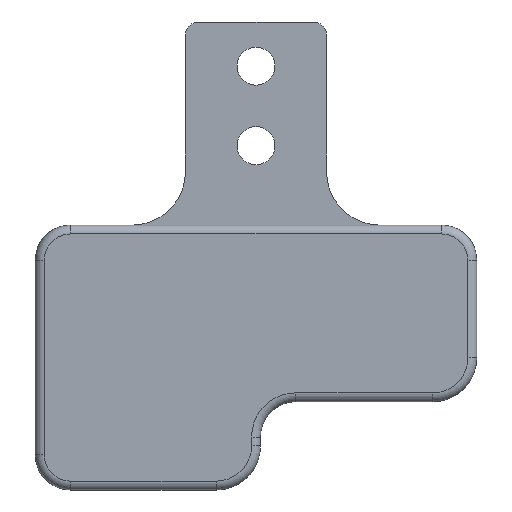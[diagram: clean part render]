
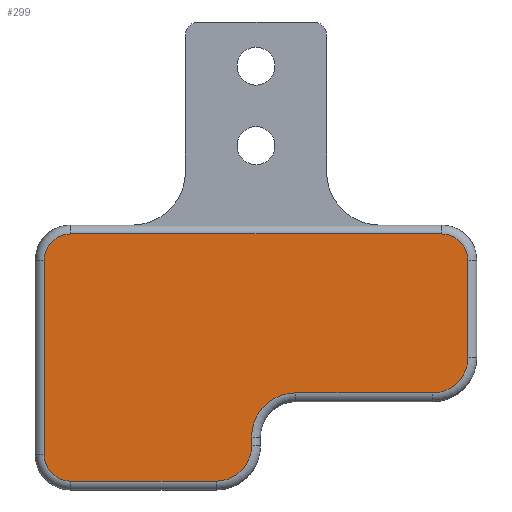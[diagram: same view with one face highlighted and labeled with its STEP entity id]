
A CAD part, left-side view. The second image highlights one B-rep face of the part: STEP entity #299.
In plain terms, the highlighted planar face has unit normal (-1, 0, 0).
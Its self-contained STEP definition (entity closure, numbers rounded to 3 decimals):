
#153=CIRCLE('',#1710,3.);
#154=CIRCLE('',#1711,4.);
#155=CIRCLE('',#1712,5.);
#156=CIRCLE('',#1713,4.);
#157=CIRCLE('',#1714,3.);
#158=CIRCLE('',#1715,3.);
#299=ADVANCED_FACE('',(#426),#402,.T.);
#402=PLANE('',#1716);
#426=FACE_OUTER_BOUND('',#520,.T.);
#520=EDGE_LOOP('',(#652,#653,#654,#655,#656,#657,#658,#659,#660,#661,#662,
#663));
#652=ORIENTED_EDGE('',*,*,#1295,.T.);
#653=ORIENTED_EDGE('',*,*,#1296,.T.);
#654=ORIENTED_EDGE('',*,*,#1297,.T.);
#655=ORIENTED_EDGE('',*,*,#1298,.T.);
#656=ORIENTED_EDGE('',*,*,#1299,.T.);
#657=ORIENTED_EDGE('',*,*,#1300,.T.);
#658=ORIENTED_EDGE('',*,*,#1301,.T.);
#659=ORIENTED_EDGE('',*,*,#1302,.T.);
#660=ORIENTED_EDGE('',*,*,#1303,.T.);
#661=ORIENTED_EDGE('',*,*,#1304,.T.);
#662=ORIENTED_EDGE('',*,*,#1305,.T.);
#663=ORIENTED_EDGE('',*,*,#1306,.T.);
#1144=VERTEX_POINT('',#2431);
#1145=VERTEX_POINT('',#2432);
#1146=VERTEX_POINT('',#2434);
#1147=VERTEX_POINT('',#2436);
#1148=VERTEX_POINT('',#2438);
#1149=VERTEX_POINT('',#2440);
#1150=VERTEX_POINT('',#2442);
#1151=VERTEX_POINT('',#2444);
#1152=VERTEX_POINT('',#2446);
#1153=VERTEX_POINT('',#2448);
#1154=VERTEX_POINT('',#2450);
#1155=VERTEX_POINT('',#2452);
#1295=EDGE_CURVE('',#1144,#1145,#1534,.T.);
#1296=EDGE_CURVE('',#1145,#1146,#153,.T.);
#1297=EDGE_CURVE('',#1146,#1147,#1535,.T.);
#1298=EDGE_CURVE('',#1147,#1148,#154,.T.);
#1299=EDGE_CURVE('',#1148,#1149,#1536,.T.);
#1300=EDGE_CURVE('',#1149,#1150,#155,.T.);
#1301=EDGE_CURVE('',#1150,#1151,#1537,.T.);
#1302=EDGE_CURVE('',#1151,#1152,#156,.T.);
#1303=EDGE_CURVE('',#1152,#1153,#1538,.T.);
#1304=EDGE_CURVE('',#1153,#1154,#157,.T.);
#1305=EDGE_CURVE('',#1154,#1155,#1539,.T.);
#1306=EDGE_CURVE('',#1155,#1144,#158,.T.);
#1534=LINE('',#2430,#1625);
#1535=LINE('',#2435,#1626);
#1536=LINE('',#2439,#1627);
#1537=LINE('',#2443,#1628);
#1538=LINE('',#2447,#1629);
#1539=LINE('',#2451,#1630);
#1625=VECTOR('',#1910,1.);
#1626=VECTOR('',#1913,1.);
#1627=VECTOR('',#1916,1.);
#1628=VECTOR('',#1919,1.);
#1629=VECTOR('',#1922,1.);
#1630=VECTOR('',#1925,1.);
#1710=AXIS2_PLACEMENT_3D('',#2433,#1911,#1912);
#1711=AXIS2_PLACEMENT_3D('',#2437,#1914,#1915);
#1712=AXIS2_PLACEMENT_3D('',#2441,#1917,#1918);
#1713=AXIS2_PLACEMENT_3D('',#2445,#1920,#1921);
#1714=AXIS2_PLACEMENT_3D('',#2449,#1923,#1924);
#1715=AXIS2_PLACEMENT_3D('',#2453,#1926,#1927);
#1716=AXIS2_PLACEMENT_3D('',#2454,#1928,#1929);
#1910=DIRECTION('',(0.,0.,-1.));
#1911=DIRECTION('',(-1.,0.,0.));
#1912=DIRECTION('',(0.,0.,1.));
#1913=DIRECTION('',(0.,-1.,0.));
#1914=DIRECTION('',(-1.,0.,0.));
#1915=DIRECTION('',(0.,0.,1.));
#1916=DIRECTION('',(0.,0.,1.));
#1917=DIRECTION('',(1.,0.,0.));
#1918=DIRECTION('',(0.,0.,1.));
#1919=DIRECTION('',(0.,-1.,0.));
#1920=DIRECTION('',(-1.,0.,0.));
#1921=DIRECTION('',(0.,0.,1.));
#1922=DIRECTION('',(0.,0.,1.));
#1923=DIRECTION('',(-1.,0.,0.));
#1924=DIRECTION('',(0.,0.,1.));
#1925=DIRECTION('',(0.,1.,0.));
#1926=DIRECTION('',(-1.,0.,0.));
#1927=DIRECTION('',(0.,0.,1.));
#1928=DIRECTION('',(-1.,0.,0.));
#1929=DIRECTION('',(0.,0.,1.));
#2430=CARTESIAN_POINT('',(-26.5,13.,24.5));
#2431=CARTESIAN_POINT('',(-26.5,13.,57.5));
#2432=CARTESIAN_POINT('',(-26.5,13.,35.5));
#2433=CARTESIAN_POINT('',(-26.5,10.,35.5));
#2434=CARTESIAN_POINT('',(-26.5,10.,32.5));
#2435=CARTESIAN_POINT('',(-26.5,-11.,32.5));
#2436=CARTESIAN_POINT('',(-26.5,-6.5,32.5));
#2437=CARTESIAN_POINT('',(-26.5,-6.5,36.5));
#2438=CARTESIAN_POINT('',(-26.5,-10.5,36.5));
#2439=CARTESIAN_POINT('',(-26.5,-10.5,24.5));
#2440=CARTESIAN_POINT('',(-26.5,-10.5,37.5));
#2441=CARTESIAN_POINT('',(-26.5,-15.5,37.5));
#2442=CARTESIAN_POINT('',(-26.5,-15.5,42.5));
#2443=CARTESIAN_POINT('',(-26.5,-11.,42.5));
#2444=CARTESIAN_POINT('',(-26.5,-31.,42.5));
#2445=CARTESIAN_POINT('',(-26.5,-31.,46.5));
#2446=CARTESIAN_POINT('',(-26.5,-35.,46.5));
#2447=CARTESIAN_POINT('',(-26.5,-35.,24.5));
#2448=CARTESIAN_POINT('',(-26.5,-35.,57.5));
#2449=CARTESIAN_POINT('',(-26.5,-32.,57.5));
#2450=CARTESIAN_POINT('',(-26.5,-32.,60.5));
#2451=CARTESIAN_POINT('',(-26.5,-11.,60.5));
#2452=CARTESIAN_POINT('',(-26.5,10.,60.5));
#2453=CARTESIAN_POINT('',(-26.5,10.,57.5));
#2454=CARTESIAN_POINT('',(-26.5,-11.,24.5));
